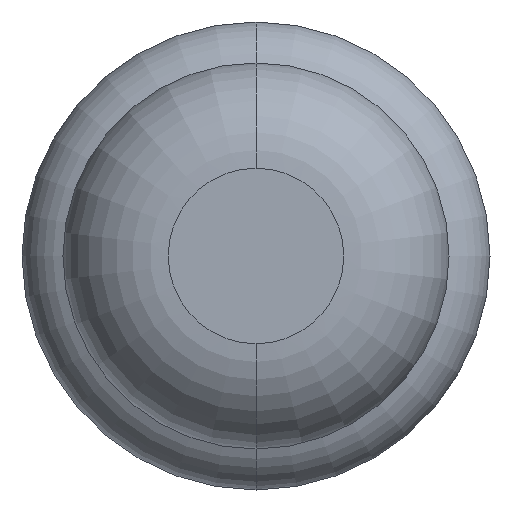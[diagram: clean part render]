
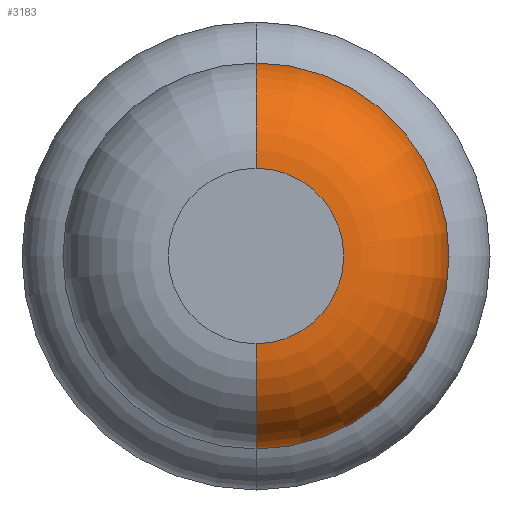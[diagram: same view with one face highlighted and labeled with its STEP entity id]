
A CAD part, front view. The second image highlights one B-rep face of the part: STEP entity #3183.
In plain terms, the highlighted toroidal (fillet/blend) face has major radius 0.375 mm and minor radius 0.45 mm.
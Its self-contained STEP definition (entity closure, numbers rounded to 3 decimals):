
#74 = CARTESIAN_POINT ( 'NONE',  ( 0., -28.55, 0.375 ) ) ;
#78 = ORIENTED_EDGE ( 'NONE', *, *, #1610, .F. ) ;
#101 = DIRECTION ( 'NONE',  ( -1., 0., 0. ) ) ;
#147 = DIRECTION ( 'NONE',  ( 0., 1., 0. ) ) ;
#281 = CARTESIAN_POINT ( 'NONE',  ( 0., -28.55, 0. ) ) ;
#700 = AXIS2_PLACEMENT_3D ( 'NONE', #973, #1224, #1249 ) ;
#799 = CARTESIAN_POINT ( 'NONE',  ( 0., -29., -0.375 ) ) ;
#811 = DIRECTION ( 'NONE',  ( 0., 0., 1. ) ) ;
#876 = ORIENTED_EDGE ( 'NONE', *, *, #1983, .T. ) ;
#971 = AXIS2_PLACEMENT_3D ( 'NONE', #281, #1044, #811 ) ;
#973 = CARTESIAN_POINT ( 'NONE',  ( 0., -28.55, -0.375 ) ) ;
#996 = CIRCLE ( 'NONE', #3100, 0.825 ) ;
#1044 = DIRECTION ( 'NONE',  ( 0., 1., 0. ) ) ;
#1224 = DIRECTION ( 'NONE',  ( 1., 0., 0. ) ) ;
#1249 = DIRECTION ( 'NONE',  ( 0., 0., -1. ) ) ;
#1338 = CARTESIAN_POINT ( 'NONE',  ( 0., -28.55, 0.825 ) ) ;
#1516 = EDGE_CURVE ( 'Defeature ausgef�hrt1_7+Defeature ausgef�hrt1_6+Defeature ausgef�hrt1_6+Defeature ausgef�hrt1_6', #2494, #2124, #1627, .T. ) ;
#1533 = VERTEX_POINT ( 'NONE', #1338 ) ;
#1555 = DIRECTION ( 'NONE',  ( 0., 1., 0. ) ) ;
#1579 = EDGE_LOOP ( 'NONE', ( #3016, #876, #2848, #78 ) ) ;
#1610 = EDGE_CURVE ( 'NONE', #2494, #1533, #2418, .T. ) ;
#1627 = CIRCLE ( 'NONE', #1989, 0.375 ) ;
#1693 = CARTESIAN_POINT ( 'NONE',  ( 0., -28.55, 0. ) ) ;
#1834 = DIRECTION ( 'NONE',  ( 0., 0., 1. ) ) ;
#1973 = DIRECTION ( 'NONE',  ( 0., 0., 1. ) ) ;
#1983 = EDGE_CURVE ( 'NONE', #2124, #3364, #2852, .T. ) ;
#1989 = AXIS2_PLACEMENT_3D ( 'NONE', #2112, #1555, #1834 ) ;
#2112 = CARTESIAN_POINT ( 'NONE',  ( 0., -29., 0. ) ) ;
#2124 = VERTEX_POINT ( 'NONE', #799 ) ;
#2161 = AXIS2_PLACEMENT_3D ( 'NONE', #74, #101, #2421 ) ;
#2353 = EDGE_CURVE ( 'Defeature ausgef�hrt1_8+Defeature ausgef�hrt1_7+Defeature ausgef�hrt1_7+Defeature ausgef�hrt1_7', #1533, #3364, #996, .T. ) ;
#2418 = CIRCLE ( 'NONE', #2161, 0.45 ) ;
#2421 = DIRECTION ( 'NONE',  ( 0., 0., 1. ) ) ;
#2494 = VERTEX_POINT ( 'NONE', #3071 ) ;
#2504 = FACE_OUTER_BOUND ( 'NONE', #1579, .T. ) ;
#2848 = ORIENTED_EDGE ( 'NONE', *, *, #2353, .F. ) ;
#2852 = CIRCLE ( 'NONE', #700, 0.45 ) ;
#2898 = TOROIDAL_SURFACE ( 'NONE', #971, 0.375, 0.45 ) ;
#3016 = ORIENTED_EDGE ( 'NONE', *, *, #1516, .T. ) ;
#3071 = CARTESIAN_POINT ( 'NONE',  ( 0., -29., 0.375 ) ) ;
#3100 = AXIS2_PLACEMENT_3D ( 'NONE', #1693, #147, #1973 ) ;
#3183 = ADVANCED_FACE ( 'Defeature ausgef�hrt1_7', ( #2504 ), #2898, .T. ) ;
#3228 = CARTESIAN_POINT ( 'NONE',  ( 0., -28.55, -0.825 ) ) ;
#3364 = VERTEX_POINT ( 'NONE', #3228 ) ;
